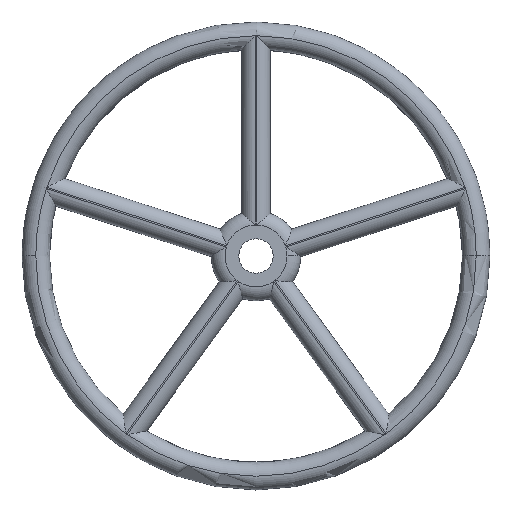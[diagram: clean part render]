
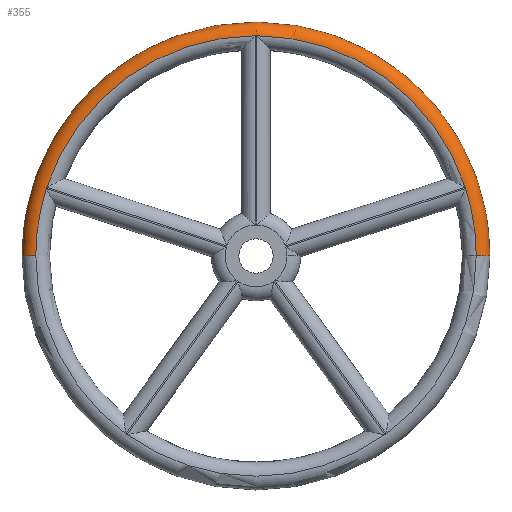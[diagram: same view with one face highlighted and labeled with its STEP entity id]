
A CAD part, top view. The second image highlights one B-rep face of the part: STEP entity #355.
In plain terms, the highlighted toroidal (fillet/blend) face has major radius 160 mm and minor radius 10 mm.
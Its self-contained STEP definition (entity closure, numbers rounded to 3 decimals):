
#19 = AXIS2_PLACEMENT_3D ( 'NONE', #1816, #1068, #1204 ) ;
#22 = EDGE_CURVE ( 'NONE', #975, #865, #1705, .T. ) ;
#39 = DIRECTION ( 'NONE',  ( 0., 0., 1. ) ) ;
#68 = AXIS2_PLACEMENT_3D ( 'NONE', #192, #665, #217 ) ;
#71 = CARTESIAN_POINT ( 'NONE',  ( 160., 0., 30. ) ) ;
#86 = DIRECTION ( 'NONE',  ( -1., 0., 0. ) ) ;
#118 = CIRCLE ( 'NONE', #1389, 160. ) ;
#136 = CIRCLE ( 'NONE', #1242, 160. ) ;
#171 = EDGE_CURVE ( 'NONE', #627, #1116, #682, .T. ) ;
#191 = TOROIDAL_SURFACE ( 'NONE', #443, 160., 10. ) ;
#192 = CARTESIAN_POINT ( 'NONE',  ( 0., 0., 30. ) ) ;
#208 = CARTESIAN_POINT ( 'NONE',  ( 0., 0., 30. ) ) ;
#213 = VERTEX_POINT ( 'NONE', #365 ) ;
#217 = DIRECTION ( 'NONE',  ( 1., 0., 0. ) ) ;
#224 = CARTESIAN_POINT ( 'NONE',  ( 0., 0., 30. ) ) ;
#233 = DIRECTION ( 'NONE',  ( 1., 0., 0. ) ) ;
#235 = DIRECTION ( 'NONE',  ( 0., -1., 0. ) ) ;
#238 = DIRECTION ( 'NONE',  ( 0., 1., 0. ) ) ;
#270 = VERTEX_POINT ( 'NONE', #509 ) ;
#299 = CIRCLE ( 'NONE', #1399, 10. ) ;
#313 = ORIENTED_EDGE ( 'NONE', *, *, #561, .F. ) ;
#325 = CARTESIAN_POINT ( 'NONE',  ( 0., 0., 30. ) ) ;
#330 = CIRCLE ( 'NONE', #1619, 160. ) ;
#353 = DIRECTION ( 'NONE',  ( 0., 0., 1. ) ) ;
#355 = ADVANCED_FACE ( 'NONE', ( #1548 ), #191, .T. ) ;
#365 = CARTESIAN_POINT ( 'NONE',  ( 152.328, 48.952, 30. ) ) ;
#368 = CARTESIAN_POINT ( 'NONE',  ( -160., 0., 20. ) ) ;
#370 = ORIENTED_EDGE ( 'NONE', *, *, #22, .F. ) ;
#373 = VERTEX_POINT ( 'NONE', #1711 ) ;
#443 = AXIS2_PLACEMENT_3D ( 'NONE', #501, #39, #947 ) ;
#501 = CARTESIAN_POINT ( 'NONE',  ( 0., 0., 20. ) ) ;
#505 = CARTESIAN_POINT ( 'NONE',  ( -152.328, 48.952, 30. ) ) ;
#509 = CARTESIAN_POINT ( 'NONE',  ( 170., 0., 20. ) ) ;
#542 = ORIENTED_EDGE ( 'NONE', *, *, #1367, .F. ) ;
#561 = EDGE_CURVE ( 'NONE', #1005, #213, #330, .T. ) ;
#627 = VERTEX_POINT ( 'NONE', #1405 ) ;
#634 = EDGE_CURVE ( 'NONE', #1116, #975, #1530, .T. ) ;
#641 = CARTESIAN_POINT ( 'NONE',  ( 0.516, 159.999, 30. ) ) ;
#644 = DIRECTION ( 'NONE',  ( 1., 0., 0. ) ) ;
#665 = DIRECTION ( 'NONE',  ( 0., 0., 1. ) ) ;
#682 = CIRCLE ( 'NONE', #1346, 160. ) ;
#690 = CARTESIAN_POINT ( 'NONE',  ( 0., 0., 30. ) ) ;
#742 = AXIS2_PLACEMENT_3D ( 'NONE', #1092, #1553, #644 ) ;
#766 = EDGE_CURVE ( 'NONE', #270, #1005, #1597, .T. ) ;
#835 = DIRECTION ( 'NONE',  ( 0., 0., 1. ) ) ;
#865 = VERTEX_POINT ( 'NONE', #1794 ) ;
#873 = CIRCLE ( 'NONE', #742, 170. ) ;
#947 = DIRECTION ( 'NONE',  ( 1., 0., 0. ) ) ;
#975 = VERTEX_POINT ( 'NONE', #505 ) ;
#996 = CARTESIAN_POINT ( 'NONE',  ( 160., 0., 20. ) ) ;
#1005 = VERTEX_POINT ( 'NONE', #71 ) ;
#1045 = ORIENTED_EDGE ( 'NONE', *, *, #1147, .F. ) ;
#1053 = ORIENTED_EDGE ( 'NONE', *, *, #171, .F. ) ;
#1054 = EDGE_CURVE ( 'NONE', #373, #270, #873, .T. ) ;
#1063 = ORIENTED_EDGE ( 'NONE', *, *, #1408, .T. ) ;
#1068 = DIRECTION ( 'NONE',  ( 0., 0., 1. ) ) ;
#1086 = DIRECTION ( 'NONE',  ( 0., 0., 1. ) ) ;
#1092 = CARTESIAN_POINT ( 'NONE',  ( 0., 0., 20. ) ) ;
#1116 = VERTEX_POINT ( 'NONE', #1748 ) ;
#1123 = VERTEX_POINT ( 'NONE', #1438 ) ;
#1136 = DIRECTION ( 'NONE',  ( 1., 0., 0. ) ) ;
#1141 = EDGE_LOOP ( 'NONE', ( #1810, #1063, #370, #1197, #1053, #542, #1045, #1764, #313, #1640 ) ) ;
#1147 = EDGE_CURVE ( 'NONE', #1123, #1599, #1853, .T. ) ;
#1156 = CARTESIAN_POINT ( 'NONE',  ( 0., 0., 30. ) ) ;
#1197 = ORIENTED_EDGE ( 'NONE', *, *, #634, .F. ) ;
#1204 = DIRECTION ( 'NONE',  ( 1., 0., 0. ) ) ;
#1242 = AXIS2_PLACEMENT_3D ( 'NONE', #1156, #1317, #1136 ) ;
#1294 = DIRECTION ( 'NONE',  ( 1., 0., 0. ) ) ;
#1317 = DIRECTION ( 'NONE',  ( 0., 0., 1. ) ) ;
#1346 = AXIS2_PLACEMENT_3D ( 'NONE', #224, #835, #233 ) ;
#1367 = EDGE_CURVE ( 'NONE', #1599, #627, #136, .T. ) ;
#1389 = AXIS2_PLACEMENT_3D ( 'NONE', #325, #1086, #1683 ) ;
#1399 = AXIS2_PLACEMENT_3D ( 'NONE', #368, #238, #86 ) ;
#1405 = CARTESIAN_POINT ( 'NONE',  ( -0.516, 159.999, 30. ) ) ;
#1408 = EDGE_CURVE ( 'NONE', #373, #865, #299, .T. ) ;
#1438 = CARTESIAN_POINT ( 'NONE',  ( 152.009, 49.933, 30. ) ) ;
#1530 = CIRCLE ( 'NONE', #68, 160. ) ;
#1548 = FACE_OUTER_BOUND ( 'NONE', #1141, .T. ) ;
#1553 = DIRECTION ( 'NONE',  ( 0., 0., -1. ) ) ;
#1583 = DIRECTION ( 'NONE',  ( 1., 0., 0. ) ) ;
#1585 = EDGE_CURVE ( 'NONE', #213, #1123, #118, .T. ) ;
#1597 = CIRCLE ( 'NONE', #1639, 10. ) ;
#1599 = VERTEX_POINT ( 'NONE', #641 ) ;
#1619 = AXIS2_PLACEMENT_3D ( 'NONE', #208, #353, #1583 ) ;
#1627 = AXIS2_PLACEMENT_3D ( 'NONE', #690, #1760, #1294 ) ;
#1639 = AXIS2_PLACEMENT_3D ( 'NONE', #996, #235, #1763 ) ;
#1640 = ORIENTED_EDGE ( 'NONE', *, *, #766, .F. ) ;
#1683 = DIRECTION ( 'NONE',  ( 1., 0., 0. ) ) ;
#1705 = CIRCLE ( 'NONE', #19, 160. ) ;
#1711 = CARTESIAN_POINT ( 'NONE',  ( -170., 0., 20. ) ) ;
#1748 = CARTESIAN_POINT ( 'NONE',  ( -152.009, 49.933, 30. ) ) ;
#1760 = DIRECTION ( 'NONE',  ( 0., 0., 1. ) ) ;
#1763 = DIRECTION ( 'NONE',  ( 0., 0., -1. ) ) ;
#1764 = ORIENTED_EDGE ( 'NONE', *, *, #1585, .F. ) ;
#1794 = CARTESIAN_POINT ( 'NONE',  ( -160., 0., 30. ) ) ;
#1810 = ORIENTED_EDGE ( 'NONE', *, *, #1054, .F. ) ;
#1816 = CARTESIAN_POINT ( 'NONE',  ( 0., 0., 30. ) ) ;
#1853 = CIRCLE ( 'NONE', #1627, 160. ) ;
